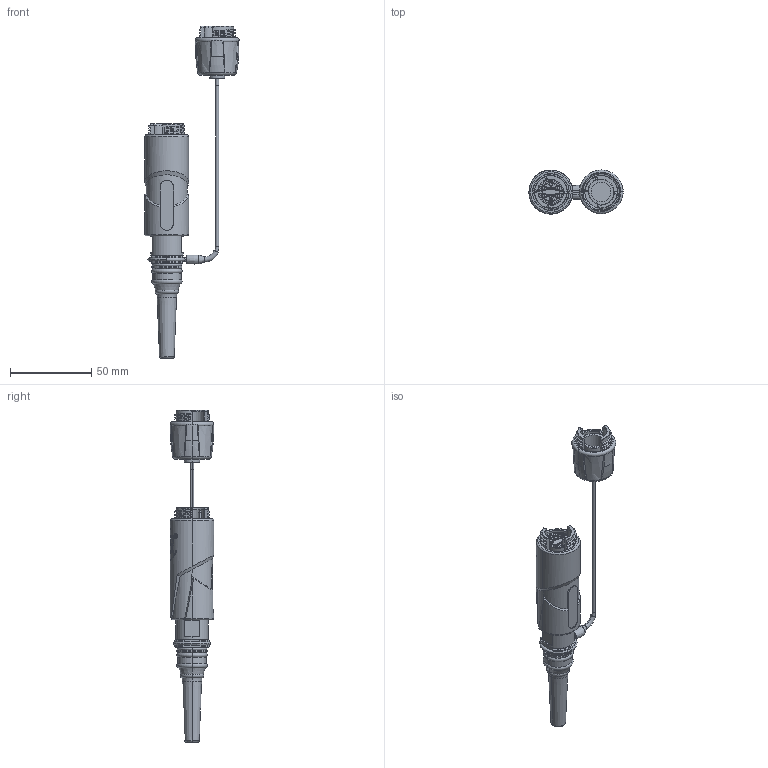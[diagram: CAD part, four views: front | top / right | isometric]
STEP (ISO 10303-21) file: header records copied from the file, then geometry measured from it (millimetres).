
FILE_DESCRIPTION (( 'STEP AP214' ), '1' );
FILE_NAME ('NKO4M3_FG_01.STEP', '2023-08-11T06:21:32', ( '' ), ( '' ), 'SwSTEP 2.0', 'SolidWorks 2020', '' );
FILE_SCHEMA (( 'AUTOMOTIVE_DESIGN' ));
Length unit declared in the file: millimetre
Products named in the file (1): NKO4M3_FG_01
Bounding box: 58 x 27 x 204.45 mm (x, y, z)
Volume: 56640.5 mm3; surface area: 23238.4 mm2
Topology: 3 solids, 5 shells, 938 faces, 2473 edges, 1618 vertices
Faces by surface type: plane 323, bspline 299, cylinder 186, torus 66, cone 54, sphere 10
Entity records: 57424 total; most frequent: CARTESIAN_POINT 26585, ORIENTED_EDGE 4946, DIRECTION 3211, EDGE_CURVE 2473, VERTEX_POINT 1618, AXIS2_PLACEMENT_3D 1199, EDGE_LOOP 1021, B_SPLINE_CURVE_WITH_KNOTS 952
